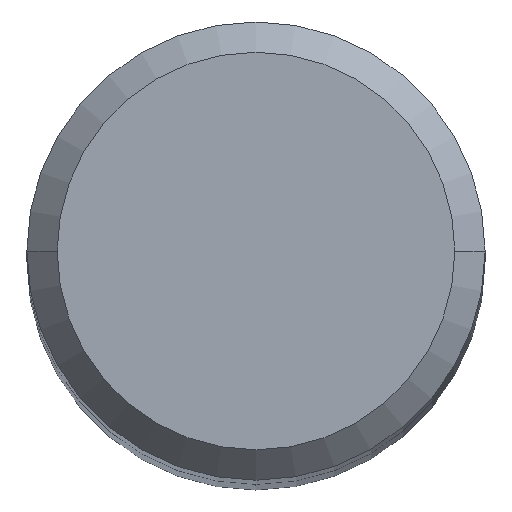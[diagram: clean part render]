
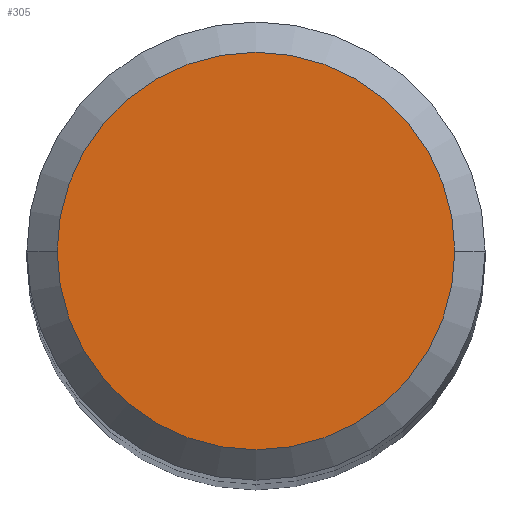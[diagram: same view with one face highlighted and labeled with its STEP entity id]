
A CAD part, top view. The second image highlights one B-rep face of the part: STEP entity #305.
In plain terms, the highlighted planar face has unit normal (0, 0, 1).
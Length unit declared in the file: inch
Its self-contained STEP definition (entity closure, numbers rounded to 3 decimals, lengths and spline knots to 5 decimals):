
#10 = DIRECTION ( 'NONE',  ( 0., 0., -1. ) ) ;
#41 = FACE_OUTER_BOUND ( 'NONE', #140, .T. ) ;
#46 = CARTESIAN_POINT ( 'NONE',  ( -0.20495, 0., 0. ) ) ;
#61 = DIRECTION ( 'NONE',  ( 1., 0., 0. ) ) ;
#66 = AXIS2_PLACEMENT_3D ( 'NONE', #320, #119, #61 ) ;
#78 = DIRECTION ( 'NONE',  ( -1., 0., 0. ) ) ;
#119 = DIRECTION ( 'NONE',  ( 0., 0., 1. ) ) ;
#134 = EDGE_CURVE ( 'NONE', #137, #174, #238, .T. ) ;
#137 = VERTEX_POINT ( 'NONE', #46 ) ;
#140 = EDGE_LOOP ( 'NONE', ( #329, #304 ) ) ;
#154 = DIRECTION ( 'NONE',  ( 0., 0., 1. ) ) ;
#158 = CARTESIAN_POINT ( 'NONE',  ( 0., 0., 0. ) ) ;
#174 = VERTEX_POINT ( 'NONE', #316 ) ;
#238 = CIRCLE ( 'NONE', #66, 0.20495 ) ;
#249 = PLANE ( 'NONE',  #289 ) ;
#255 = DIRECTION ( 'NONE',  ( 1., 0., 0. ) ) ;
#289 = AXIS2_PLACEMENT_3D ( 'NONE', #158, #10, #78 ) ;
#295 = CIRCLE ( 'NONE', #368, 0.20495 ) ;
#297 = EDGE_CURVE ( 'NONE', #174, #137, #295, .T. ) ;
#304 = ORIENTED_EDGE ( 'NONE', *, *, #297, .T. ) ;
#305 = ADVANCED_FACE ( 'NONE', ( #41 ), #249, .F. ) ;
#316 = CARTESIAN_POINT ( 'NONE',  ( 0.20495, 0., 0. ) ) ;
#320 = CARTESIAN_POINT ( 'NONE',  ( 0., 0., 0. ) ) ;
#329 = ORIENTED_EDGE ( 'NONE', *, *, #134, .T. ) ;
#368 = AXIS2_PLACEMENT_3D ( 'NONE', #389, #154, #255 ) ;
#389 = CARTESIAN_POINT ( 'NONE',  ( 0., 0., 0. ) ) ;
